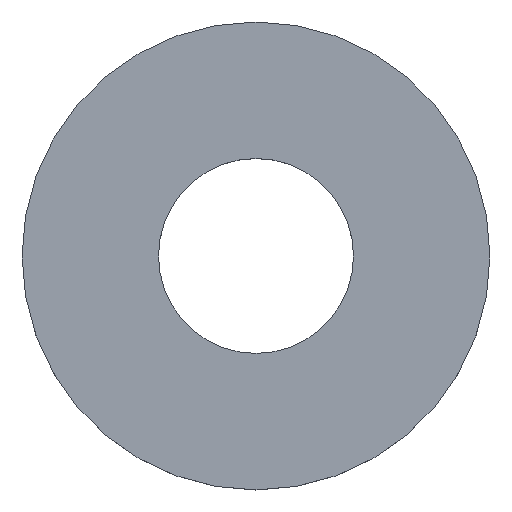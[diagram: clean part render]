
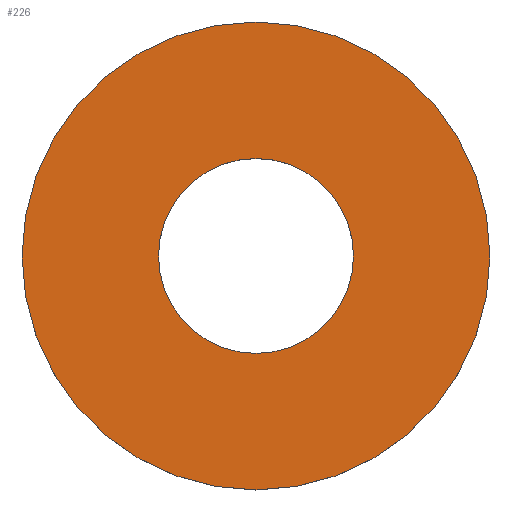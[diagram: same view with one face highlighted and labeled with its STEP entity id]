
A CAD part, top view. The second image highlights one B-rep face of the part: STEP entity #226.
In plain terms, the highlighted planar face has unit normal (0, 0, 1).
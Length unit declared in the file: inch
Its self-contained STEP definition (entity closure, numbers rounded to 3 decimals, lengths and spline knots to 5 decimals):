
#1 = DIRECTION ( 'NONE',  ( 1., 0., 0. ) ) ;
#4 = PLANE ( 'NONE',  #87 ) ;
#12 = CARTESIAN_POINT ( 'NONE',  ( -0.07813, 0., 0. ) ) ;
#16 = DIRECTION ( 'NONE',  ( 0., 0., 1. ) ) ;
#20 = DIRECTION ( 'NONE',  ( 1., 0., 0. ) ) ;
#32 = CIRCLE ( 'NONE', #189, 0.07813 ) ;
#47 = VERTEX_POINT ( 'NONE', #12 ) ;
#53 = ORIENTED_EDGE ( 'NONE', *, *, #126, .F. ) ;
#61 = DIRECTION ( 'NONE',  ( 0., 0., 1. ) ) ;
#62 = EDGE_LOOP ( 'NONE', ( #53, #69 ) ) ;
#69 = ORIENTED_EDGE ( 'NONE', *, *, #142, .F. ) ;
#70 = DIRECTION ( 'NONE',  ( 0., 0., 1. ) ) ;
#74 = VERTEX_POINT ( 'NONE', #175 ) ;
#80 = EDGE_LOOP ( 'NONE', ( #141, #147 ) ) ;
#87 = AXIS2_PLACEMENT_3D ( 'NONE', #158, #162, #1 ) ;
#90 = CARTESIAN_POINT ( 'NONE',  ( 0., 0., 0. ) ) ;
#92 = FACE_BOUND ( 'NONE', #62, .T. ) ;
#97 = EDGE_CURVE ( 'NONE', #121, #187, #235, .T. ) ;
#107 = CARTESIAN_POINT ( 'NONE',  ( 0.1875, 0., 0. ) ) ;
#114 = DIRECTION ( 'NONE',  ( 1., 0., 0. ) ) ;
#121 = VERTEX_POINT ( 'NONE', #210 ) ;
#126 = EDGE_CURVE ( 'NONE', #74, #47, #32, .T. ) ;
#141 = ORIENTED_EDGE ( 'NONE', *, *, #197, .T. ) ;
#142 = EDGE_CURVE ( 'NONE', #47, #74, #238, .T. ) ;
#147 = ORIENTED_EDGE ( 'NONE', *, *, #97, .T. ) ;
#154 = DIRECTION ( 'NONE',  ( 1., 0., 0. ) ) ;
#157 = DIRECTION ( 'NONE',  ( 0., 0., 1. ) ) ;
#158 = CARTESIAN_POINT ( 'NONE',  ( 0., 0., 0. ) ) ;
#162 = DIRECTION ( 'NONE',  ( 0., 0., 1. ) ) ;
#165 = FACE_OUTER_BOUND ( 'NONE', #80, .T. ) ;
#169 = AXIS2_PLACEMENT_3D ( 'NONE', #90, #70, #114 ) ;
#175 = CARTESIAN_POINT ( 'NONE',  ( 0.07813, 0., 0. ) ) ;
#187 = VERTEX_POINT ( 'NONE', #107 ) ;
#189 = AXIS2_PLACEMENT_3D ( 'NONE', #250, #157, #20 ) ;
#195 = CARTESIAN_POINT ( 'NONE',  ( 0., 0., 0. ) ) ;
#197 = EDGE_CURVE ( 'NONE', #187, #121, #240, .T. ) ;
#210 = CARTESIAN_POINT ( 'NONE',  ( -0.1875, 0., 0. ) ) ;
#211 = DIRECTION ( 'NONE',  ( 1., 0., 0. ) ) ;
#222 = AXIS2_PLACEMENT_3D ( 'NONE', #195, #61, #211 ) ;
#226 = ADVANCED_FACE ( 'NONE', ( #92, #165 ), #4, .T. ) ;
#234 = AXIS2_PLACEMENT_3D ( 'NONE', #249, #16, #154 ) ;
#235 = CIRCLE ( 'NONE', #234, 0.1875 ) ;
#238 = CIRCLE ( 'NONE', #222, 0.07813 ) ;
#240 = CIRCLE ( 'NONE', #169, 0.1875 ) ;
#249 = CARTESIAN_POINT ( 'NONE',  ( 0., 0., 0. ) ) ;
#250 = CARTESIAN_POINT ( 'NONE',  ( 0., 0., 0. ) ) ;
